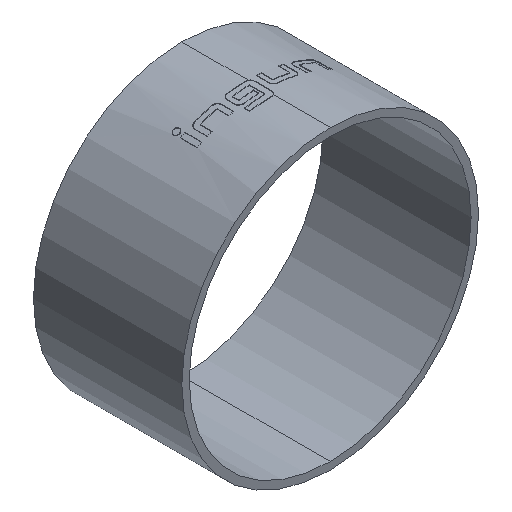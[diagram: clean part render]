
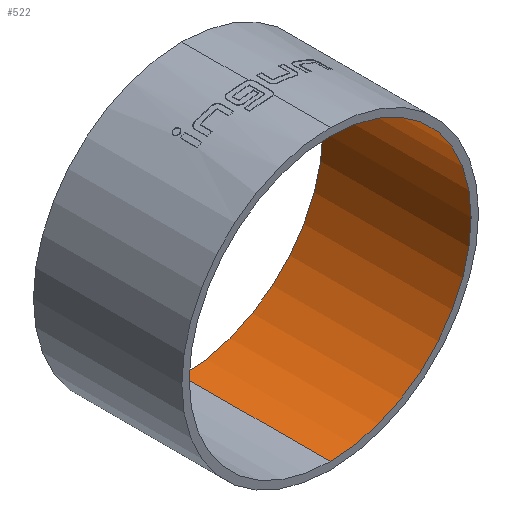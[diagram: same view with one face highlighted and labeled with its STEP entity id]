
A CAD part, isometric view. The second image highlights one B-rep face of the part: STEP entity #522.
In plain terms, the highlighted cylindrical face has radius 2.85 mm (diameter 5.7 mm), a partial arc.
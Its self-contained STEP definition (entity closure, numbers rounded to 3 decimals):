
#55 = VERTEX_POINT ( 'NONE', #2320 ) ;
#56 = CYLINDRICAL_SURFACE ( 'NONE', #1512, 2.85 ) ;
#121 = ORIENTED_EDGE ( 'NONE', *, *, #1761, .T. ) ;
#164 = DIRECTION ( 'NONE',  ( 0., 0., 1. ) ) ;
#233 = EDGE_CURVE ( 'NONE', #2053, #786, #2236, .T. ) ;
#257 = EDGE_CURVE ( 'Defeature ausgef�hrt1_1+Defeature ausgef�hrt1_3+Defeature ausgef�hrt1_3+Defeature ausgef�hrt1_3', #786, #55, #504, .T. ) ;
#266 = CARTESIAN_POINT ( 'NONE',  ( 0., 3., 2.85 ) ) ;
#345 = DIRECTION ( 'NONE',  ( 0., 0., -1. ) ) ;
#478 = CARTESIAN_POINT ( 'NONE',  ( 0., 3., -2.85 ) ) ;
#504 = CIRCLE ( 'NONE', #799, 2.85 ) ;
#515 = DIRECTION ( 'NONE',  ( 0., -1., 0. ) ) ;
#522 = ADVANCED_FACE ( 'Defeature ausgef�hrt1_3', ( #771 ), #56, .F. ) ;
#771 = FACE_OUTER_BOUND ( 'NONE', #1916, .T. ) ;
#786 = VERTEX_POINT ( 'NONE', #2676 ) ;
#799 = AXIS2_PLACEMENT_3D ( 'NONE', #2048, #1208, #164 ) ;
#932 = CARTESIAN_POINT ( 'NONE',  ( 0., 3., 0. ) ) ;
#1065 = EDGE_CURVE ( 'NONE', #1465, #55, #1109, .T. ) ;
#1109 = LINE ( 'NONE', #2432, #2644 ) ;
#1145 = DIRECTION ( 'NONE',  ( 0., -1., 0. ) ) ;
#1208 = DIRECTION ( 'NONE',  ( 0., 1., 0. ) ) ;
#1276 = AXIS2_PLACEMENT_3D ( 'NONE', #1832, #1593, #2617 ) ;
#1411 = ORIENTED_EDGE ( 'NONE', *, *, #1065, .T. ) ;
#1465 = VERTEX_POINT ( 'NONE', #478 ) ;
#1512 = AXIS2_PLACEMENT_3D ( 'NONE', #932, #1145, #345 ) ;
#1593 = DIRECTION ( 'NONE',  ( 0., 1., 0. ) ) ;
#1604 = VECTOR ( 'NONE', #515, 1000. ) ;
#1761 = EDGE_CURVE ( 'Defeature ausgef�hrt1_3+Defeature ausgef�hrt1_0+Defeature ausgef�hrt1_0+Defeature ausgef�hrt1_0', #2053, #1465, #2313, .T. ) ;
#1832 = CARTESIAN_POINT ( 'NONE',  ( 0., 3., 0. ) ) ;
#1916 = EDGE_LOOP ( 'NONE', ( #2377, #121, #1411, #1985 ) ) ;
#1985 = ORIENTED_EDGE ( 'NONE', *, *, #257, .F. ) ;
#2048 = CARTESIAN_POINT ( 'NONE',  ( 0., 0., 0. ) ) ;
#2053 = VERTEX_POINT ( 'NONE', #266 ) ;
#2236 = LINE ( 'NONE', #2396, #1604 ) ;
#2313 = CIRCLE ( 'NONE', #1276, 2.85 ) ;
#2320 = CARTESIAN_POINT ( 'NONE',  ( 0., 0., -2.85 ) ) ;
#2377 = ORIENTED_EDGE ( 'NONE', *, *, #233, .F. ) ;
#2396 = CARTESIAN_POINT ( 'NONE',  ( 0., 3., 2.85 ) ) ;
#2432 = CARTESIAN_POINT ( 'NONE',  ( 0., 3., -2.85 ) ) ;
#2609 = DIRECTION ( 'NONE',  ( 0., -1., 0. ) ) ;
#2617 = DIRECTION ( 'NONE',  ( 0., 0., 1. ) ) ;
#2644 = VECTOR ( 'NONE', #2609, 1000. ) ;
#2676 = CARTESIAN_POINT ( 'NONE',  ( 0., 0., 2.85 ) ) ;
